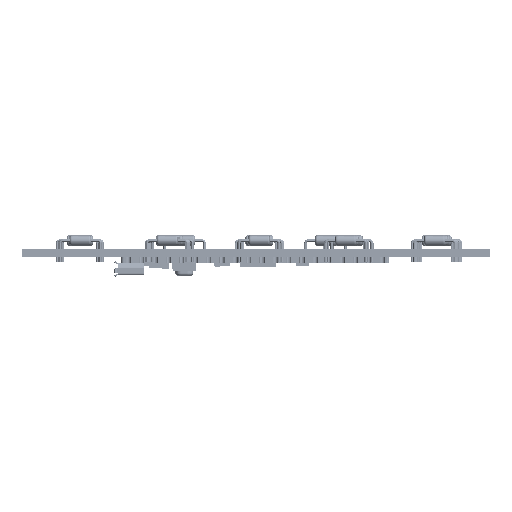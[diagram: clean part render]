
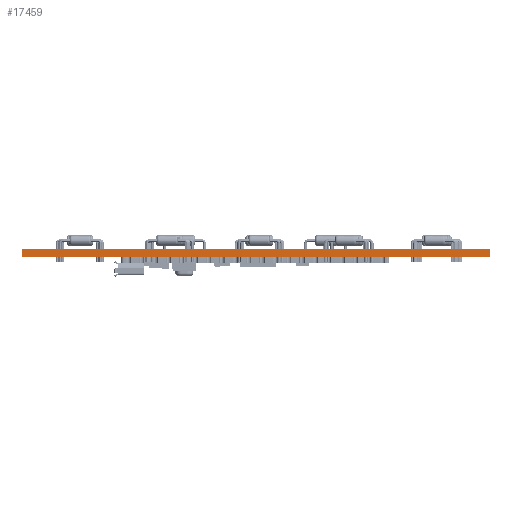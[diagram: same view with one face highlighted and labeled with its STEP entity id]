
A CAD part, left-side view. The second image highlights one B-rep face of the part: STEP entity #17459.
In plain terms, the highlighted planar face has unit normal (-1, 0, 0).
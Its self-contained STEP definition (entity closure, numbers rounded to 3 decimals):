
#17403 = VERTEX_POINT('',#17404);
#17404 = CARTESIAN_POINT('',(77.7,-112.5,1.51));
#17410 = EDGE_CURVE('',#17411,#17403,#17413,.T.);
#17411 = VERTEX_POINT('',#17412);
#17412 = CARTESIAN_POINT('',(77.7,-112.5,0.));
#17413 = LINE('',#17414,#17415);
#17414 = CARTESIAN_POINT('',(77.7,-112.5,0.));
#17415 = VECTOR('',#17416,1.);
#17416 = DIRECTION('',(0.,0.,1.));
#17459 = ADVANCED_FACE('',(#17460),#17485,.T.);
#17460 = FACE_BOUND('',#17461,.T.);
#17461 = EDGE_LOOP('',(#17462,#17463,#17471,#17479));
#17462 = ORIENTED_EDGE('',*,*,#17410,.T.);
#17463 = ORIENTED_EDGE('',*,*,#17464,.T.);
#17464 = EDGE_CURVE('',#17403,#17465,#17467,.T.);
#17465 = VERTEX_POINT('',#17466);
#17466 = CARTESIAN_POINT('',(77.7,-23.5,1.51));
#17467 = LINE('',#17468,#17469);
#17468 = CARTESIAN_POINT('',(77.7,-112.5,1.51));
#17469 = VECTOR('',#17470,1.);
#17470 = DIRECTION('',(0.,1.,0.));
#17471 = ORIENTED_EDGE('',*,*,#17472,.F.);
#17472 = EDGE_CURVE('',#17473,#17465,#17475,.T.);
#17473 = VERTEX_POINT('',#17474);
#17474 = CARTESIAN_POINT('',(77.7,-23.5,0.));
#17475 = LINE('',#17476,#17477);
#17476 = CARTESIAN_POINT('',(77.7,-23.5,0.));
#17477 = VECTOR('',#17478,1.);
#17478 = DIRECTION('',(0.,0.,1.));
#17479 = ORIENTED_EDGE('',*,*,#17480,.F.);
#17480 = EDGE_CURVE('',#17411,#17473,#17481,.T.);
#17481 = LINE('',#17482,#17483);
#17482 = CARTESIAN_POINT('',(77.7,-112.5,0.));
#17483 = VECTOR('',#17484,1.);
#17484 = DIRECTION('',(0.,1.,0.));
#17485 = PLANE('',#17486);
#17486 = AXIS2_PLACEMENT_3D('',#17487,#17488,#17489);
#17487 = CARTESIAN_POINT('',(77.7,-112.5,0.));
#17488 = DIRECTION('',(-1.,0.,0.));
#17489 = DIRECTION('',(0.,1.,0.));
